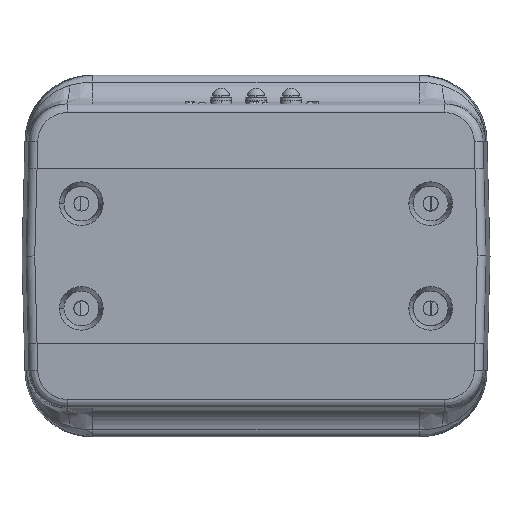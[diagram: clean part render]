
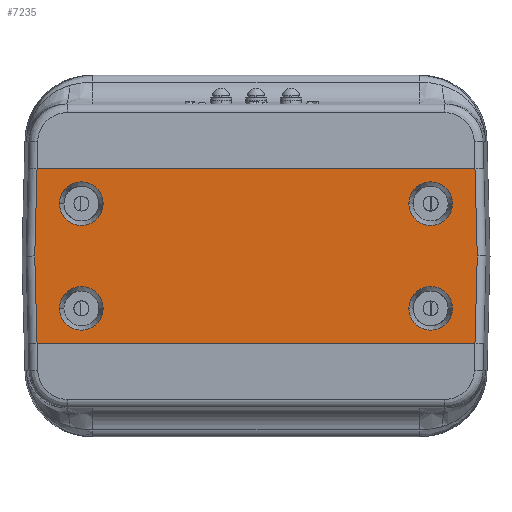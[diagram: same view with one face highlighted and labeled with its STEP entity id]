
A CAD part, front view. The second image highlights one B-rep face of the part: STEP entity #7235.
In plain terms, the highlighted planar face has unit normal (0, -1, 0).
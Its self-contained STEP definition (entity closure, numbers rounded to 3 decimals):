
#208 = FACE_OUTER_BOUND ( 'NONE', #6635, .T. ) ;
#211 = FACE_BOUND ( 'NONE', #6629, .T. ) ;
#214 = FACE_BOUND ( 'NONE', #6630, .T. ) ;
#216 = FACE_BOUND ( 'NONE', #6631, .T. ) ;
#217 = FACE_BOUND ( 'NONE', #6633, .T. ) ;
#396 = AXIS2_PLACEMENT_3D ( 'NONE', #2606, #2610, #2611 ) ;
#2605 = PLANE ( 'NONE',  #396 ) ;
#2606 = CARTESIAN_POINT ( 'NONE',  ( -111.722, -8.9, 87. ) ) ;
#2610 = DIRECTION ( 'NONE',  ( 0., -1., 0. ) ) ;
#2611 = DIRECTION ( 'NONE',  ( 1., 0., 0. ) ) ;
#5189 = VERTEX_POINT ( 'NONE', #9401 ) ;
#5190 = VERTEX_POINT ( 'NONE', #9402 ) ;
#5191 = VERTEX_POINT ( 'NONE', #9403 ) ;
#5192 = VERTEX_POINT ( 'NONE', #9404 ) ;
#5193 = VERTEX_POINT ( 'NONE', #9405 ) ;
#5194 = VERTEX_POINT ( 'NONE', #9406 ) ;
#5221 = VERTEX_POINT ( 'NONE', #9433 ) ;
#5222 = VERTEX_POINT ( 'NONE', #9434 ) ;
#5223 = VERTEX_POINT ( 'NONE', #9435 ) ;
#5413 = VERTEX_POINT ( 'NONE', #9579 ) ;
#5418 = VERTEX_POINT ( 'NONE', #9584 ) ;
#5424 = VERTEX_POINT ( 'NONE', #9590 ) ;
#5494 = VERTEX_POINT ( 'NONE', #9660 ) ;
#5496 = VERTEX_POINT ( 'NONE', #9662 ) ;
#5518 = EDGE_CURVE ( 'NONE', #5418, #5424, #8871, .T. ) ;
#5519 = EDGE_CURVE ( 'NONE', #5221, #5222, #8873, .T. ) ;
#5520 = EDGE_CURVE ( 'NONE', #5194, #5189, #8872, .T. ) ;
#5523 = EDGE_CURVE ( 'NONE', #5191, #5192, #8875, .T. ) ;
#5524 = EDGE_CURVE ( 'NONE', #5193, #5194, #8881, .T. ) ;
#5604 = EDGE_CURVE ( 'NONE', #5222, #5221, #9004, .T. ) ;
#5612 = EDGE_CURVE ( 'NONE', #5424, #5418, #9016, .T. ) ;
#5620 = EDGE_CURVE ( 'NONE', #5223, #5413, #9027, .T. ) ;
#5628 = EDGE_CURVE ( 'NONE', #5496, #5494, #9039, .T. ) ;
#6153 = EDGE_CURVE ( 'NONE', #5192, #5193, #10955, .T. ) ;
#6164 = EDGE_CURVE ( 'NONE', #5494, #5496, #14651, .T. ) ;
#6168 = EDGE_CURVE ( 'NONE', #5413, #5223, #14657, .T. ) ;
#6170 = EDGE_CURVE ( 'NONE', #5189, #5190, #10963, .T. ) ;
#6171 = EDGE_CURVE ( 'NONE', #5190, #5191, #14659, .T. ) ;
#6629 = EDGE_LOOP ( 'NONE', ( #7995, #7997 ) ) ;
#6630 = EDGE_LOOP ( 'NONE', ( #7999, #8001 ) ) ;
#6631 = EDGE_LOOP ( 'NONE', ( #8003, #8005 ) ) ;
#6633 = EDGE_LOOP ( 'NONE', ( #8006, #8008 ) ) ;
#6635 = EDGE_LOOP ( 'NONE', ( #8010, #8012, #8014, #8016, #8018, #8019 ) ) ;
#7235 = ADVANCED_FACE ( 'NONE', ( #211, #214, #216, #217, #208 ), #2605, .T. ) ;
#7553 = AXIS2_PLACEMENT_3D ( 'NONE', #9695, #9696, #9697 ) ;
#7555 = AXIS2_PLACEMENT_3D ( 'NONE', #9698, #9699, #9700 ) ;
#7615 = AXIS2_PLACEMENT_3D ( 'NONE', #9913, #9914, #9915 ) ;
#7641 = AXIS2_PLACEMENT_3D ( 'NONE', #9973, #9974, #9975 ) ;
#7650 = AXIS2_PLACEMENT_3D ( 'NONE', #9931, #9934, #9935 ) ;
#7659 = AXIS2_PLACEMENT_3D ( 'NONE', #9943, #9954, #9955 ) ;
#7995 = ORIENTED_EDGE ( 'NONE', *, *, #5519, .F. ) ;
#7997 = ORIENTED_EDGE ( 'NONE', *, *, #5604, .F. ) ;
#7999 = ORIENTED_EDGE ( 'NONE', *, *, #5518, .F. ) ;
#8001 = ORIENTED_EDGE ( 'NONE', *, *, #5612, .F. ) ;
#8003 = ORIENTED_EDGE ( 'NONE', *, *, #6168, .F. ) ;
#8005 = ORIENTED_EDGE ( 'NONE', *, *, #5620, .F. ) ;
#8006 = ORIENTED_EDGE ( 'NONE', *, *, #6164, .F. ) ;
#8008 = ORIENTED_EDGE ( 'NONE', *, *, #5628, .F. ) ;
#8010 = ORIENTED_EDGE ( 'NONE', *, *, #6170, .T. ) ;
#8012 = ORIENTED_EDGE ( 'NONE', *, *, #6171, .T. ) ;
#8014 = ORIENTED_EDGE ( 'NONE', *, *, #5523, .T. ) ;
#8016 = ORIENTED_EDGE ( 'NONE', *, *, #6153, .T. ) ;
#8018 = ORIENTED_EDGE ( 'NONE', *, *, #5524, .T. ) ;
#8019 = ORIENTED_EDGE ( 'NONE', *, *, #5520, .T. ) ;
#8279 = AXIS2_PLACEMENT_3D ( 'NONE', #13649, #13656, #13657 ) ;
#8288 = AXIS2_PLACEMENT_3D ( 'NONE', #13661, #13668, #13669 ) ;
#8866 = VECTOR ( 'NONE', #9702, 1000. ) ;
#8871 = CIRCLE ( 'NONE', #7553, 12.5 ) ;
#8872 = LINE ( 'NONE', #9684, #8866 ) ;
#8873 = CIRCLE ( 'NONE', #7555, 12.5 ) ;
#8875 = LINE ( 'NONE', #9706, #8879 ) ;
#8879 = VECTOR ( 'NONE', #9709, 1000. ) ;
#8881 = LINE ( 'NONE', #9710, #8882 ) ;
#8882 = VECTOR ( 'NONE', #9711, 1000. ) ;
#9004 = CIRCLE ( 'NONE', #7615, 12.5 ) ;
#9016 = CIRCLE ( 'NONE', #7650, 12.5 ) ;
#9027 = CIRCLE ( 'NONE', #7659, 12.5 ) ;
#9039 = CIRCLE ( 'NONE', #7641, 12.5 ) ;
#9401 = CARTESIAN_POINT ( 'NONE',  ( -105.382, -8.9, -50. ) ) ;
#9402 = CARTESIAN_POINT ( 'NONE',  ( 145.382, -8.9, -50. ) ) ;
#9403 = CARTESIAN_POINT ( 'NONE',  ( 146.691, -8.9, 0. ) ) ;
#9404 = CARTESIAN_POINT ( 'NONE',  ( 145.384, -8.9, 49.935 ) ) ;
#9405 = CARTESIAN_POINT ( 'NONE',  ( -105.384, -8.9, 49.935 ) ) ;
#9406 = CARTESIAN_POINT ( 'NONE',  ( -106.691, -8.9, 0. ) ) ;
#9433 = CARTESIAN_POINT ( 'NONE',  ( 132.5, -8.9, -30. ) ) ;
#9434 = CARTESIAN_POINT ( 'NONE',  ( 107.5, -8.9, -30. ) ) ;
#9435 = CARTESIAN_POINT ( 'NONE',  ( -92.5, -8.9, -30. ) ) ;
#9579 = CARTESIAN_POINT ( 'NONE',  ( -67.5, -8.9, -30. ) ) ;
#9584 = CARTESIAN_POINT ( 'NONE',  ( 132.5, -8.9, 30. ) ) ;
#9590 = CARTESIAN_POINT ( 'NONE',  ( 107.5, -8.9, 30. ) ) ;
#9660 = CARTESIAN_POINT ( 'NONE',  ( -67.5, -8.9, 30. ) ) ;
#9662 = CARTESIAN_POINT ( 'NONE',  ( -92.5, -8.9, 30. ) ) ;
#9684 = CARTESIAN_POINT ( 'NONE',  ( -108.971, -8.9, 87.072 ) ) ;
#9695 = CARTESIAN_POINT ( 'NONE',  ( 120., -8.9, 30. ) ) ;
#9696 = DIRECTION ( 'NONE',  ( 0., -1., 0. ) ) ;
#9697 = DIRECTION ( 'NONE',  ( 1., 0., 0. ) ) ;
#9698 = CARTESIAN_POINT ( 'NONE',  ( 120., -8.9, -30. ) ) ;
#9699 = DIRECTION ( 'NONE',  ( 0., -1., 0. ) ) ;
#9700 = DIRECTION ( 'NONE',  ( 1., 0., 0. ) ) ;
#9702 = DIRECTION ( 'NONE',  ( 0.026, 0., -1. ) ) ;
#9706 = CARTESIAN_POINT ( 'NONE',  ( 144.238, -8.9, 93.703 ) ) ;
#9709 = DIRECTION ( 'NONE',  ( -0.026, 0., 1. ) ) ;
#9710 = CARTESIAN_POINT ( 'NONE',  ( -104.418, -8.9, 86.809 ) ) ;
#9711 = DIRECTION ( 'NONE',  ( -0.026, 0., -1. ) ) ;
#9913 = CARTESIAN_POINT ( 'NONE',  ( 120., -8.9, -30. ) ) ;
#9914 = DIRECTION ( 'NONE',  ( 0., -1., 0. ) ) ;
#9915 = DIRECTION ( 'NONE',  ( 1., 0., 0. ) ) ;
#9931 = CARTESIAN_POINT ( 'NONE',  ( 120., -8.9, 30. ) ) ;
#9934 = DIRECTION ( 'NONE',  ( 0., -1., 0. ) ) ;
#9935 = DIRECTION ( 'NONE',  ( 1., 0., 0. ) ) ;
#9943 = CARTESIAN_POINT ( 'NONE',  ( -80., -8.9, -30. ) ) ;
#9954 = DIRECTION ( 'NONE',  ( 0., -1., 0. ) ) ;
#9955 = DIRECTION ( 'NONE',  ( 1., 0., 0. ) ) ;
#9973 = CARTESIAN_POINT ( 'NONE',  ( -80., -8.9, 30. ) ) ;
#9974 = DIRECTION ( 'NONE',  ( 0., -1., 0. ) ) ;
#9975 = DIRECTION ( 'NONE',  ( 1., 0., 0. ) ) ;
#10955 = LINE ( 'NONE', #13627, #10956 ) ;
#10956 = VECTOR ( 'NONE', #13628, 1000. ) ;
#10963 = LINE ( 'NONE', #13673, #14656 ) ;
#13627 = CARTESIAN_POINT ( 'NONE',  ( -110.255, -8.9, 49.935 ) ) ;
#13628 = DIRECTION ( 'NONE',  ( -1., 0., 0. ) ) ;
#13649 = CARTESIAN_POINT ( 'NONE',  ( -80., -8.9, 30. ) ) ;
#13656 = DIRECTION ( 'NONE',  ( 0., -1., 0. ) ) ;
#13657 = DIRECTION ( 'NONE',  ( 1., 0., 0. ) ) ;
#13661 = CARTESIAN_POINT ( 'NONE',  ( -80., -8.9, -30. ) ) ;
#13668 = DIRECTION ( 'NONE',  ( 0., -1., 0. ) ) ;
#13669 = DIRECTION ( 'NONE',  ( 1., 0., 0. ) ) ;
#13673 = CARTESIAN_POINT ( 'NONE',  ( -111.722, -8.9, -50. ) ) ;
#13674 = DIRECTION ( 'NONE',  ( 1., 0., 0. ) ) ;
#13675 = CARTESIAN_POINT ( 'NONE',  ( 148.791, -8.9, 80.178 ) ) ;
#13676 = DIRECTION ( 'NONE',  ( 0.026, 0., 1. ) ) ;
#14651 = CIRCLE ( 'NONE', #8279, 12.5 ) ;
#14656 = VECTOR ( 'NONE', #13674, 1000. ) ;
#14657 = CIRCLE ( 'NONE', #8288, 12.5 ) ;
#14659 = LINE ( 'NONE', #13675, #14660 ) ;
#14660 = VECTOR ( 'NONE', #13676, 1000. ) ;
